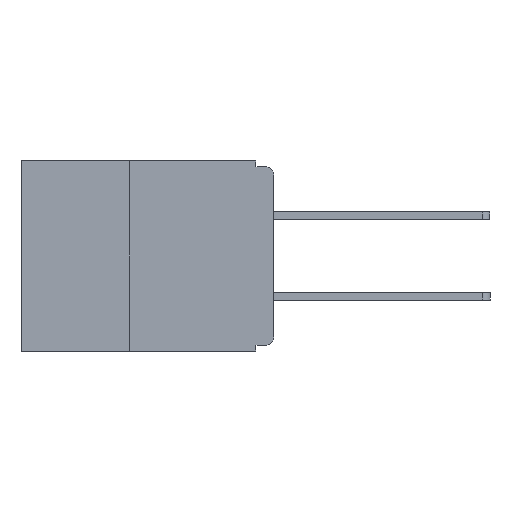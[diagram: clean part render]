
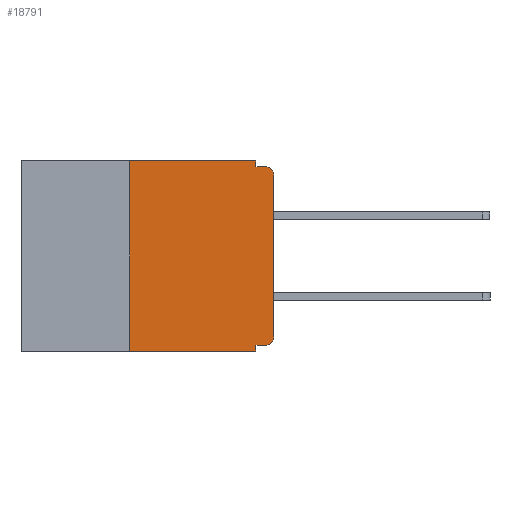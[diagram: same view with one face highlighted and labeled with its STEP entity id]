
A CAD part, left-side view. The second image highlights one B-rep face of the part: STEP entity #18791.
In plain terms, the highlighted planar face has unit normal (-1, 0, 0).
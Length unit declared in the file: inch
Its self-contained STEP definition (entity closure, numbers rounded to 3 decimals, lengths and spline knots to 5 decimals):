
#933 = EDGE_CURVE ( 'NONE', #3814, #6304, #5312, .T. ) ;
#1193 = CARTESIAN_POINT ( 'NONE',  ( 0., 0.031, 0. ) ) ;
#1695 = AXIS2_PLACEMENT_3D ( 'NONE', #26521, #34553, #18288 ) ;
#1740 = CARTESIAN_POINT ( 'NONE',  ( 0., 0.015, -0.025 ) ) ;
#2344 = DIRECTION ( 'NONE',  ( 0., 0., -1. ) ) ;
#3070 = DIRECTION ( 'NONE',  ( 0., -1., 0. ) ) ;
#3814 = VERTEX_POINT ( 'NONE', #7447 ) ;
#4477 = CARTESIAN_POINT ( 'NONE',  ( 0., 0.031, -0.32 ) ) ;
#4613 = DIRECTION ( 'NONE',  ( 0., 0., -1. ) ) ;
#5129 = LINE ( 'NONE', #32803, #20099 ) ;
#5211 = ORIENTED_EDGE ( 'NONE', *, *, #10893, .F. ) ;
#5312 = CIRCLE ( 'NONE', #10960, 0.015 ) ;
#5482 = CARTESIAN_POINT ( 'NONE',  ( 0., 0.031, 0. ) ) ;
#5533 = VERTEX_POINT ( 'NONE', #4477 ) ;
#6084 = VERTEX_POINT ( 'NONE', #22568 ) ;
#6304 = VERTEX_POINT ( 'NONE', #6844 ) ;
#6844 = CARTESIAN_POINT ( 'NONE',  ( 0., 0., -0.305 ) ) ;
#6972 = PLANE ( 'NONE',  #1695 ) ;
#7315 = VERTEX_POINT ( 'NONE', #8243 ) ;
#7447 = CARTESIAN_POINT ( 'NONE',  ( 0., 0.015, -0.32 ) ) ;
#7662 = CARTESIAN_POINT ( 'NONE',  ( 0., 0., -0.025 ) ) ;
#7998 = LINE ( 'NONE', #32839, #15462 ) ;
#8243 = CARTESIAN_POINT ( 'NONE',  ( 0., 0.031, -0.01 ) ) ;
#9832 = CARTESIAN_POINT ( 'NONE',  ( 0., 0., 0. ) ) ;
#10695 = EDGE_CURVE ( 'NONE', #29690, #16562, #17168, .T. ) ;
#10893 = EDGE_CURVE ( 'NONE', #6084, #29690, #17610, .T. ) ;
#10960 = AXIS2_PLACEMENT_3D ( 'NONE', #23909, #26969, #26037 ) ;
#11435 = CARTESIAN_POINT ( 'NONE',  ( 0., 0.437, -0.33 ) ) ;
#12197 = ORIENTED_EDGE ( 'NONE', *, *, #30685, .F. ) ;
#12510 = ORIENTED_EDGE ( 'NONE', *, *, #19021, .F. ) ;
#12837 = VECTOR ( 'NONE', #27816, 39.37008 ) ;
#13338 = EDGE_CURVE ( 'NONE', #6084, #13492, #24525, .T. ) ;
#13492 = VERTEX_POINT ( 'NONE', #26214 ) ;
#13543 = DIRECTION ( 'NONE',  ( 0., -1., 0. ) ) ;
#14016 = ORIENTED_EDGE ( 'NONE', *, *, #24177, .T. ) ;
#14866 = EDGE_CURVE ( 'NONE', #7315, #26463, #5129, .T. ) ;
#14900 = ORIENTED_EDGE ( 'NONE', *, *, #19097, .F. ) ;
#15331 = DIRECTION ( 'NONE',  ( 0., -1., 0. ) ) ;
#15462 = VECTOR ( 'NONE', #2344, 39.37008 ) ;
#15695 = CARTESIAN_POINT ( 'NONE',  ( 0., 0., -0.32 ) ) ;
#16392 = LINE ( 'NONE', #15695, #30233 ) ;
#16562 = VERTEX_POINT ( 'NONE', #1193 ) ;
#16712 = VECTOR ( 'NONE', #29960, 39.37008 ) ;
#17168 = LINE ( 'NONE', #31814, #30965 ) ;
#17610 = LINE ( 'NONE', #21701, #16712 ) ;
#18288 = DIRECTION ( 'NONE',  ( 0., 0., -1. ) ) ;
#18393 = ORIENTED_EDGE ( 'NONE', *, *, #10695, .F. ) ;
#18791 = ADVANCED_FACE ( 'NONE', ( #30640 ), #6972, .F. ) ;
#19021 = EDGE_CURVE ( 'NONE', #5533, #13492, #7998, .T. ) ;
#19097 = EDGE_CURVE ( 'NONE', #16562, #7315, #28518, .T. ) ;
#19419 = ORIENTED_EDGE ( 'NONE', *, *, #13338, .T. ) ;
#20099 = VECTOR ( 'NONE', #13543, 39.37008 ) ;
#20298 = ORIENTED_EDGE ( 'NONE', *, *, #34919, .T. ) ;
#20991 = ORIENTED_EDGE ( 'NONE', *, *, #14866, .F. ) ;
#21447 = DIRECTION ( 'NONE',  ( -1., 0., 0. ) ) ;
#21701 = CARTESIAN_POINT ( 'NONE',  ( 0., 0.25, -0.33 ) ) ;
#22568 = CARTESIAN_POINT ( 'NONE',  ( 0., 0.25, -0.33 ) ) ;
#23795 = DIRECTION ( 'NONE',  ( 0., 0., 1. ) ) ;
#23909 = CARTESIAN_POINT ( 'NONE',  ( 0., 0.015, -0.305 ) ) ;
#24177 = EDGE_CURVE ( 'NONE', #6304, #27542, #28612, .T. ) ;
#24525 = LINE ( 'NONE', #11435, #25394 ) ;
#25394 = VECTOR ( 'NONE', #3070, 39.37008 ) ;
#26037 = DIRECTION ( 'NONE',  ( 0., 0., -1. ) ) ;
#26214 = CARTESIAN_POINT ( 'NONE',  ( 0., 0.031, -0.33 ) ) ;
#26463 = VERTEX_POINT ( 'NONE', #27753 ) ;
#26521 = CARTESIAN_POINT ( 'NONE',  ( 0., 0.437, 0. ) ) ;
#26969 = DIRECTION ( 'NONE',  ( -1., 0., 0. ) ) ;
#27542 = VERTEX_POINT ( 'NONE', #7662 ) ;
#27753 = CARTESIAN_POINT ( 'NONE',  ( 0., 0.015, -0.01 ) ) ;
#27816 = DIRECTION ( 'NONE',  ( 0., 0., -1. ) ) ;
#28074 = ORIENTED_EDGE ( 'NONE', *, *, #933, .T. ) ;
#28518 = LINE ( 'NONE', #5482, #12837 ) ;
#28612 = LINE ( 'NONE', #9832, #35598 ) ;
#28711 = AXIS2_PLACEMENT_3D ( 'NONE', #1740, #21447, #4613 ) ;
#29631 = DIRECTION ( 'NONE',  ( 0., 1., 0. ) ) ;
#29690 = VERTEX_POINT ( 'NONE', #33293 ) ;
#29960 = DIRECTION ( 'NONE',  ( 0., 0., 1. ) ) ;
#30233 = VECTOR ( 'NONE', #29631, 39.37008 ) ;
#30640 = FACE_OUTER_BOUND ( 'NONE', #33381, .T. ) ;
#30685 = EDGE_CURVE ( 'NONE', #3814, #5533, #16392, .T. ) ;
#30965 = VECTOR ( 'NONE', #15331, 39.37008 ) ;
#31814 = CARTESIAN_POINT ( 'NONE',  ( 0., 0.437, 0. ) ) ;
#32803 = CARTESIAN_POINT ( 'NONE',  ( 0., 0., -0.01 ) ) ;
#32839 = CARTESIAN_POINT ( 'NONE',  ( 0., 0.031, -0.33 ) ) ;
#33293 = CARTESIAN_POINT ( 'NONE',  ( 0., 0.25, 0. ) ) ;
#33381 = EDGE_LOOP ( 'NONE', ( #14016, #20298, #20991, #14900, #18393, #5211, #19419, #12510, #12197, #28074 ) ) ;
#34553 = DIRECTION ( 'NONE',  ( 1., 0., 0. ) ) ;
#34862 = CIRCLE ( 'NONE', #28711, 0.015 ) ;
#34919 = EDGE_CURVE ( 'NONE', #27542, #26463, #34862, .T. ) ;
#35598 = VECTOR ( 'NONE', #23795, 39.37008 ) ;
